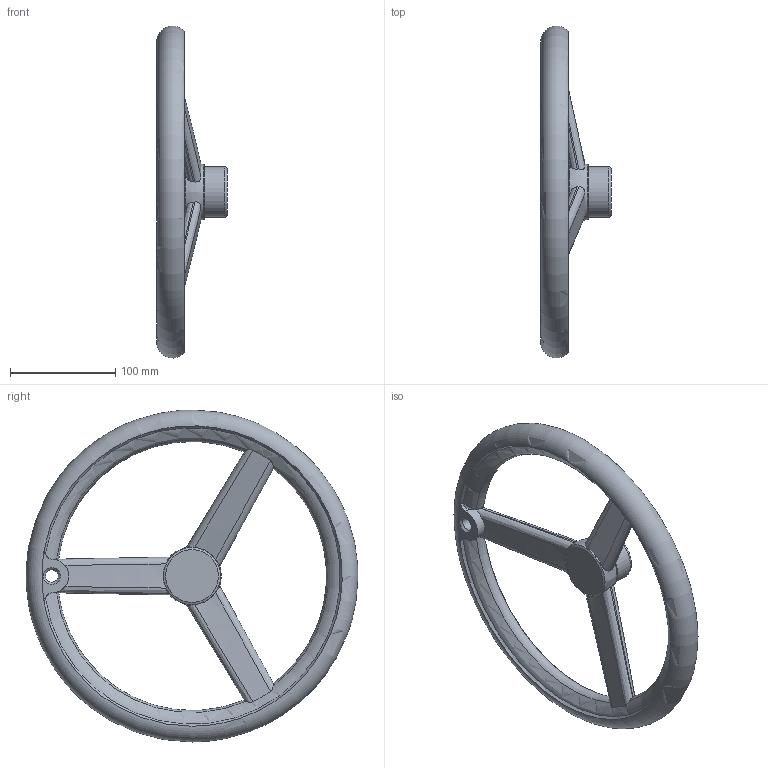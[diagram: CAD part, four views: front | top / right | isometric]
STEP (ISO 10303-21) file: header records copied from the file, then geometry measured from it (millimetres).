
FILE_DESCRIPTION(/* description */ (''),/* implementation_level */ '2;1');
FILE_NAME(/* name */ 'DI_315_N.dxf',/* time_stamp */ '2012-11-23T15:32:09+08:00',/* author */ (''),/* organization */ (''),/* preprocessor_version */ 'ST-DEVELOPER v9',/* originating_system */ 'UGS - NX 4.0',/* authorisation */ '');
FILE_SCHEMA (('CONFIG_CONTROL_DESIGN'));
Length unit declared in the file: millimetre
Products named in the file (1): AdmiCEEDxjka
Bounding box: 67 x 314.96 x 314.96 mm (x, y, z)
Volume: 551172.6 mm3; surface area: 125960 mm2
Topology: 1 solids, 1 shells, 58 faces, 165 edges, 107 vertices
Faces by surface type: plane 16, bspline 13, cone 11, cylinder 10, torus 8
Full cylindrical faces by diameter (mm): 12 x1, 48 x1, 52 x1
Entity records: 2519 total; most frequent: CARTESIAN_POINT 1172, ORIENTED_EDGE 304, DIRECTION 188, EDGE_CURVE 152, VERTEX_POINT 107, B_SPLINE_CURVE_WITH_KNOTS 97, AXIS2_PLACEMENT_3D 89, EDGE_LOOP 77
